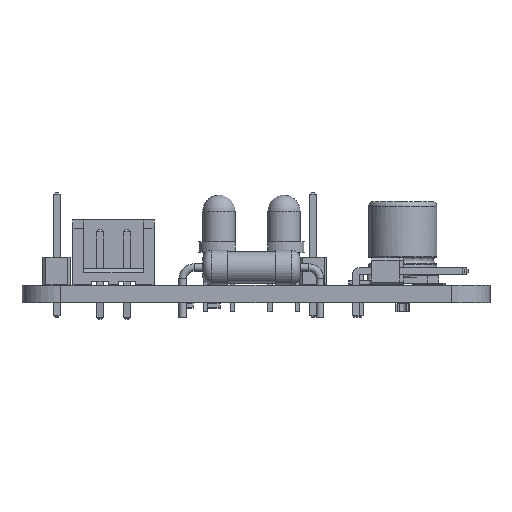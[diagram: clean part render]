
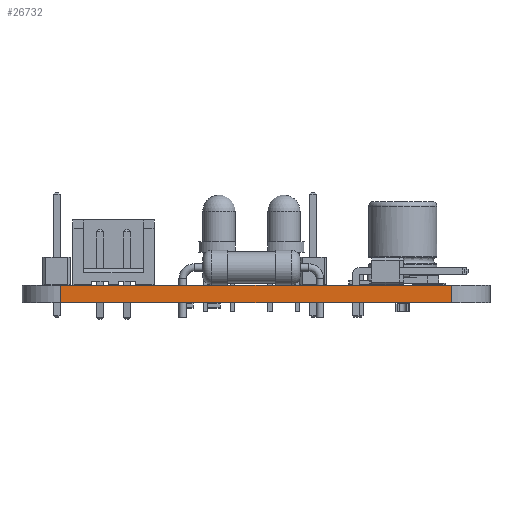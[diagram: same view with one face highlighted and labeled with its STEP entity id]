
A CAD part, front view. The second image highlights one B-rep face of the part: STEP entity #26732.
In plain terms, the highlighted planar face has unit normal (0, -1, 0).
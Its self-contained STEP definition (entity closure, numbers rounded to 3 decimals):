
#24797 = VERTEX_POINT('',#24798);
#24798 = CARTESIAN_POINT('',(130.394,-116.056,0.));
#24805 = EDGE_CURVE('',#24806,#24797,#24808,.T.);
#24806 = VERTEX_POINT('',#24807);
#24807 = CARTESIAN_POINT('',(166.45,-116.056,0.));
#24808 = LINE('',#24809,#24810);
#24809 = CARTESIAN_POINT('',(166.45,-116.056,0.));
#24810 = VECTOR('',#24811,1.);
#24811 = DIRECTION('',(-1.,0.,0.));
#25751 = VERTEX_POINT('',#25752);
#25752 = CARTESIAN_POINT('',(130.394,-116.056,1.6));
#25759 = EDGE_CURVE('',#25760,#25751,#25762,.T.);
#25760 = VERTEX_POINT('',#25761);
#25761 = CARTESIAN_POINT('',(166.45,-116.056,1.6));
#25762 = LINE('',#25763,#25764);
#25763 = CARTESIAN_POINT('',(166.45,-116.056,1.6));
#25764 = VECTOR('',#25765,1.);
#25765 = DIRECTION('',(-1.,0.,0.));
#26704 = EDGE_CURVE('',#24806,#25760,#26705,.T.);
#26705 = LINE('',#26706,#26707);
#26706 = CARTESIAN_POINT('',(166.45,-116.056,0.));
#26707 = VECTOR('',#26708,1.);
#26708 = DIRECTION('',(0.,0.,1.));
#26732 = ADVANCED_FACE('',(#26733),#26744,.T.);
#26733 = FACE_BOUND('',#26734,.T.);
#26734 = EDGE_LOOP('',(#26735,#26736,#26737,#26743));
#26735 = ORIENTED_EDGE('',*,*,#26704,.T.);
#26736 = ORIENTED_EDGE('',*,*,#25759,.T.);
#26737 = ORIENTED_EDGE('',*,*,#26738,.F.);
#26738 = EDGE_CURVE('',#24797,#25751,#26739,.T.);
#26739 = LINE('',#26740,#26741);
#26740 = CARTESIAN_POINT('',(130.394,-116.056,0.));
#26741 = VECTOR('',#26742,1.);
#26742 = DIRECTION('',(0.,0.,1.));
#26743 = ORIENTED_EDGE('',*,*,#24805,.F.);
#26744 = PLANE('',#26745);
#26745 = AXIS2_PLACEMENT_3D('',#26746,#26747,#26748);
#26746 = CARTESIAN_POINT('',(166.45,-116.056,0.));
#26747 = DIRECTION('',(0.,-1.,0.));
#26748 = DIRECTION('',(-1.,0.,0.));
